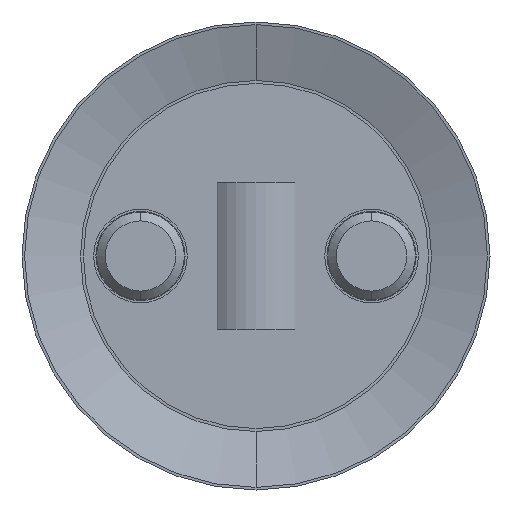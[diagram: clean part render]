
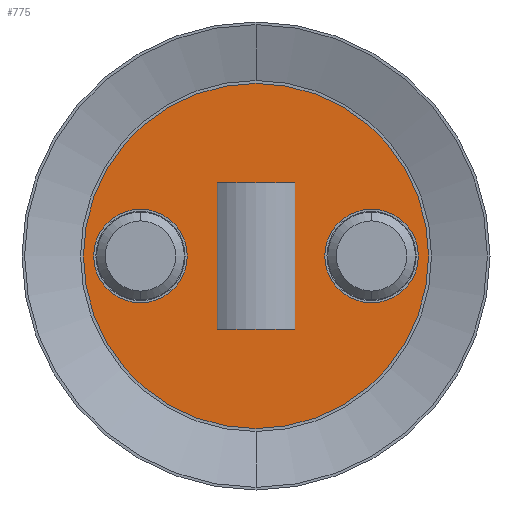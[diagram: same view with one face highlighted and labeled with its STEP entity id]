
A CAD part, front view. The second image highlights one B-rep face of the part: STEP entity #775.
In plain terms, the highlighted planar face has unit normal (0, -1, 0).
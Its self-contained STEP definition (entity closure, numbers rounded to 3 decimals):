
#110 = CARTESIAN_POINT ( 'NONE',  ( 3.95, -3., -1.6 ) ) ;
#207 = DIRECTION ( 'NONE',  ( 0., -1., 0. ) ) ;
#209 = FACE_OUTER_BOUND ( 'NONE', #2099, .T. ) ;
#271 = DIRECTION ( 'NONE',  ( 0., -1., 0. ) ) ;
#337 = AXIS2_PLACEMENT_3D ( 'NONE', #1984, #207, #2306 ) ;
#622 = CIRCLE ( 'NONE', #2298, 1.6 ) ;
#714 = EDGE_CURVE ( 'NONE', #802, #1083, #3502, .T. ) ;
#764 = ORIENTED_EDGE ( 'NONE', *, *, #2710, .F. ) ;
#775 = ADVANCED_FACE ( 'NONE', ( #1872, #3395, #209 ), #1195, .F. ) ;
#778 = CIRCLE ( 'NONE', #2851, 1.6 ) ;
#802 = VERTEX_POINT ( 'NONE', #1699 ) ;
#924 = DIRECTION ( 'NONE',  ( 0., -1., 0. ) ) ;
#1083 = VERTEX_POINT ( 'NONE', #2573 ) ;
#1135 = DIRECTION ( 'NONE',  ( 0., -1., 0. ) ) ;
#1143 = CARTESIAN_POINT ( 'NONE',  ( 0., -3., 0. ) ) ;
#1195 = PLANE ( 'NONE',  #2053 ) ;
#1422 = AXIS2_PLACEMENT_3D ( 'NONE', #3475, #1549, #3767 ) ;
#1480 = EDGE_LOOP ( 'NONE', ( #2518, #2666 ) ) ;
#1549 = DIRECTION ( 'NONE',  ( 0., -1., 0. ) ) ;
#1615 = ORIENTED_EDGE ( 'NONE', *, *, #1873, .T. ) ;
#1661 = DIRECTION ( 'NONE',  ( 0., -1., 0. ) ) ;
#1699 = CARTESIAN_POINT ( 'NONE',  ( 0., -3., -5.9 ) ) ;
#1872 = FACE_BOUND ( 'NONE', #2293, .T. ) ;
#1873 = EDGE_CURVE ( 'NONE', #1083, #802, #3331, .T. ) ;
#1900 = VERTEX_POINT ( 'NONE', #110 ) ;
#1984 = CARTESIAN_POINT ( 'NONE',  ( 3.95, -3., 0. ) ) ;
#1996 = DIRECTION ( 'NONE',  ( 0., 0., 1. ) ) ;
#2014 = DIRECTION ( 'NONE',  ( 0., 1., 0. ) ) ;
#2053 = AXIS2_PLACEMENT_3D ( 'NONE', #2648, #2014, #1996 ) ;
#2055 = CARTESIAN_POINT ( 'NONE',  ( 3.95, -3., 0. ) ) ;
#2099 = EDGE_LOOP ( 'NONE', ( #2815, #1615 ) ) ;
#2174 = VERTEX_POINT ( 'NONE', #3576 ) ;
#2233 = EDGE_CURVE ( 'NONE', #1900, #2969, #2348, .T. ) ;
#2293 = EDGE_LOOP ( 'NONE', ( #764, #3262 ) ) ;
#2298 = AXIS2_PLACEMENT_3D ( 'NONE', #3584, #1661, #3872 ) ;
#2306 = DIRECTION ( 'NONE',  ( 0., 0., 1. ) ) ;
#2348 = CIRCLE ( 'NONE', #337, 1.6 ) ;
#2375 = DIRECTION ( 'NONE',  ( 0., 0., 1. ) ) ;
#2518 = ORIENTED_EDGE ( 'NONE', *, *, #2524, .F. ) ;
#2524 = EDGE_CURVE ( 'NONE', #3399, #2174, #622, .T. ) ;
#2540 = CIRCLE ( 'NONE', #3928, 1.6 ) ;
#2568 = AXIS2_PLACEMENT_3D ( 'NONE', #1143, #1135, #3362 ) ;
#2573 = CARTESIAN_POINT ( 'NONE',  ( 0., -3., 5.9 ) ) ;
#2648 = CARTESIAN_POINT ( 'NONE',  ( 5.9, -3., 0. ) ) ;
#2666 = ORIENTED_EDGE ( 'NONE', *, *, #2901, .F. ) ;
#2710 = EDGE_CURVE ( 'NONE', #2969, #1900, #2540, .T. ) ;
#2812 = CARTESIAN_POINT ( 'NONE',  ( -3.95, -3., 0. ) ) ;
#2815 = ORIENTED_EDGE ( 'NONE', *, *, #714, .T. ) ;
#2839 = CARTESIAN_POINT ( 'NONE',  ( 3.95, -3., 1.6 ) ) ;
#2851 = AXIS2_PLACEMENT_3D ( 'NONE', #2812, #924, #3131 ) ;
#2901 = EDGE_CURVE ( 'NONE', #2174, #3399, #778, .T. ) ;
#2969 = VERTEX_POINT ( 'NONE', #2839 ) ;
#3131 = DIRECTION ( 'NONE',  ( 0., 0., 1. ) ) ;
#3262 = ORIENTED_EDGE ( 'NONE', *, *, #2233, .F. ) ;
#3331 = CIRCLE ( 'NONE', #1422, 5.9 ) ;
#3362 = DIRECTION ( 'NONE',  ( 0., 0., -1. ) ) ;
#3395 = FACE_BOUND ( 'NONE', #1480, .T. ) ;
#3399 = VERTEX_POINT ( 'NONE', #3684 ) ;
#3475 = CARTESIAN_POINT ( 'NONE',  ( 0., -3., 0. ) ) ;
#3502 = CIRCLE ( 'NONE', #2568, 5.9 ) ;
#3576 = CARTESIAN_POINT ( 'NONE',  ( -3.95, -3., -1.6 ) ) ;
#3584 = CARTESIAN_POINT ( 'NONE',  ( -3.95, -3., 0. ) ) ;
#3684 = CARTESIAN_POINT ( 'NONE',  ( -3.95, -3., 1.6 ) ) ;
#3767 = DIRECTION ( 'NONE',  ( 0., 0., -1. ) ) ;
#3872 = DIRECTION ( 'NONE',  ( 0., 0., 1. ) ) ;
#3928 = AXIS2_PLACEMENT_3D ( 'NONE', #2055, #271, #2375 ) ;
